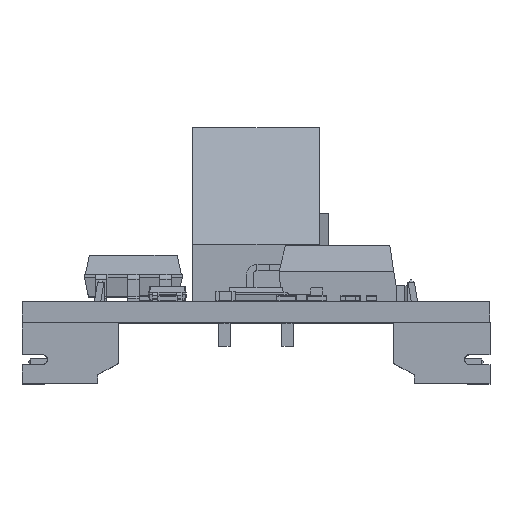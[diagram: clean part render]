
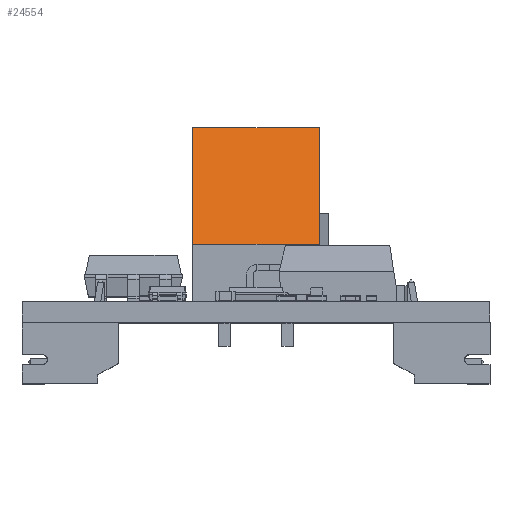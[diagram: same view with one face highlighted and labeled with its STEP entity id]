
A CAD part, top view. The second image highlights one B-rep face of the part: STEP entity #24554.
In plain terms, the highlighted free-form (B-spline) face has degree [1, 1] with [2, 2] control points.
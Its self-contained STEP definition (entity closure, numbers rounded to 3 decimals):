
#24330 = VERTEX_POINT('',#24331);
#24331 = CARTESIAN_POINT('',(51.49,5.06,
    -95.171));
#24336 = EDGE_CURVE('',#24337,#24330,#24339,.T.);
#24337 = VERTEX_POINT('',#24338);
#24338 = CARTESIAN_POINT('',(51.49,12.567,
    -97.611));
#24339 = B_SPLINE_CURVE_WITH_KNOTS('',1,(#24340,#24341),.UNSPECIFIED.,
  .F.,.F.,(2,2),(0.,9.705),.PIECEWISE_BEZIER_KNOTS.);
#24340 = CARTESIAN_POINT('',(51.49,12.567,
    -97.611));
#24341 = CARTESIAN_POINT('',(51.49,5.06,
    -95.171));
#24536 = EDGE_CURVE('',#24537,#24330,#24539,.T.);
#24537 = VERTEX_POINT('',#24538);
#24538 = CARTESIAN_POINT('',(59.624,5.06,
    -95.171));
#24539 = B_SPLINE_CURVE_WITH_KNOTS('',1,(#24540,#24541),.UNSPECIFIED.,
  .F.,.F.,(2,2),(0.,10.),.PIECEWISE_BEZIER_KNOTS.);
#24540 = CARTESIAN_POINT('',(59.624,5.06,
    -95.171));
#24541 = CARTESIAN_POINT('',(51.49,5.06,
    -95.171));
#24554 = ADVANCED_FACE('',(#24555),#24571,.T.);
#24555 = FACE_BOUND('',#24556,.T.);
#24556 = EDGE_LOOP('',(#24557,#24564,#24565,#24566));
#24557 = ORIENTED_EDGE('',*,*,#24558,.T.);
#24558 = EDGE_CURVE('',#24559,#24337,#24561,.T.);
#24559 = VERTEX_POINT('',#24560);
#24560 = CARTESIAN_POINT('',(59.624,12.567,
    -97.611));
#24561 = B_SPLINE_CURVE_WITH_KNOTS('',1,(#24562,#24563),.UNSPECIFIED.,
  .F.,.F.,(2,2),(0.,10.),.PIECEWISE_BEZIER_KNOTS.);
#24562 = CARTESIAN_POINT('',(59.624,12.567,
    -97.611));
#24563 = CARTESIAN_POINT('',(51.49,12.567,
    -97.611));
#24564 = ORIENTED_EDGE('',*,*,#24336,.T.);
#24565 = ORIENTED_EDGE('',*,*,#24536,.F.);
#24566 = ORIENTED_EDGE('',*,*,#24567,.F.);
#24567 = EDGE_CURVE('',#24559,#24537,#24568,.T.);
#24568 = B_SPLINE_CURVE_WITH_KNOTS('',1,(#24569,#24570),.UNSPECIFIED.,
  .F.,.F.,(2,2),(0.,9.705),.PIECEWISE_BEZIER_KNOTS.);
#24569 = CARTESIAN_POINT('',(59.624,12.567,
    -97.611));
#24570 = CARTESIAN_POINT('',(59.624,5.06,
    -95.171));
#24571 = B_SPLINE_SURFACE_WITH_KNOTS('',1,1,(
    (#24572,#24573)
    ,(#24574,#24575
    )),.UNSPECIFIED.,.F.,.F.,.F.,(2,2),(2,2),(0.,10.),(0.,9.705
    ),.PIECEWISE_BEZIER_KNOTS.);
#24572 = CARTESIAN_POINT('',(59.624,12.567,
    -97.611));
#24573 = CARTESIAN_POINT('',(59.624,5.06,
    -95.171));
#24574 = CARTESIAN_POINT('',(51.49,12.567,
    -97.611));
#24575 = CARTESIAN_POINT('',(51.49,5.06,
    -95.171));
